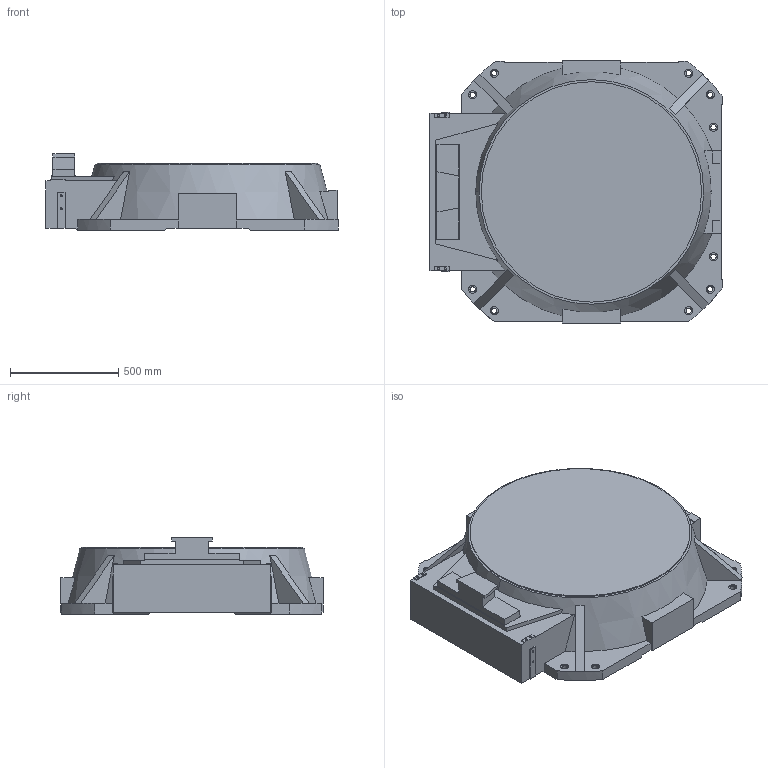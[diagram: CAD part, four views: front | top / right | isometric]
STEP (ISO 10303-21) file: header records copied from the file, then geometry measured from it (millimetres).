
FILE_DESCRIPTION (( 'STEP AP203' ), '1' );
FILE_NAME ('T201_A_Predeterminado_sldprt.STEP', '2021-03-03T16:29:10', ( '' ), ( '' ), 'SwSTEP 2.0', 'SolidWorks 2020', '' );
FILE_SCHEMA (( 'CONFIG_CONTROL_DESIGN' ));
Length unit declared in the file: millimetre
Products named in the file (1): T201_A_Predeterminado_sldprt
Bounding box: 1352.6 x 1213.2 x 354 mm (x, y, z)
Volume: 355377007.4 mm3; surface area: 4414325.4 mm2
Topology: 1 solids, 1 shells, 191 faces, 508 edges, 338 vertices
Faces by surface type: plane 123, cylinder 62, cone 6
Entity records: 6095 total; most frequent: CARTESIAN_POINT 1132, ORIENTED_EDGE 1016, DIRECTION 1012, EDGE_CURVE 508, AXIS2_PLACEMENT_3D 342, VERTEX_POINT 338, LINE 328, VECTOR 328
